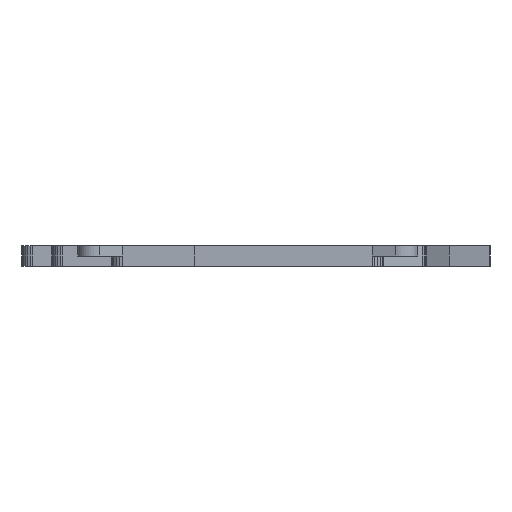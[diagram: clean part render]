
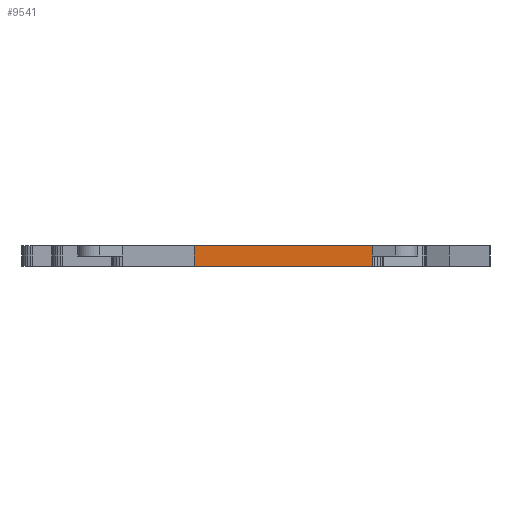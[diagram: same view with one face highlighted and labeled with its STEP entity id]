
A CAD part, left-side view. The second image highlights one B-rep face of the part: STEP entity #9541.
In plain terms, the highlighted planar face has unit normal (-1, 0, 0).
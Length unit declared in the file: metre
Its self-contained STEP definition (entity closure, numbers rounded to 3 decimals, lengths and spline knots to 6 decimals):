
#409=LINE('',#13697,#1612);
#1017=LINE('',#15081,#2220);
#1018=LINE('',#15083,#2221);
#1019=LINE('',#15085,#2222);
#1020=LINE('',#15086,#2223);
#1612=VECTOR('',#10867,1.);
#2220=VECTOR('',#12305,1.);
#2221=VECTOR('',#12308,1.);
#2222=VECTOR('',#12309,1.);
#2223=VECTOR('',#12310,1.);
#4484=ORIENTED_EDGE('',*,*,#6345,.T.);
#4485=ORIENTED_EDGE('',*,*,#6346,.T.);
#4486=ORIENTED_EDGE('',*,*,#6347,.T.);
#4487=ORIENTED_EDGE('',*,*,#6348,.F.);
#4488=ORIENTED_EDGE('',*,*,#5654,.F.);
#5654=EDGE_CURVE('',#7029,#7030,#409,.T.);
#6345=EDGE_CURVE('',#7029,#7390,#1017,.T.);
#6346=EDGE_CURVE('',#7390,#7391,#1018,.T.);
#6347=EDGE_CURVE('',#7391,#6647,#1019,.T.);
#6348=EDGE_CURVE('',#7030,#6647,#1020,.T.);
#6647=VERTEX_POINT('',#12930);
#7029=VERTEX_POINT('',#13696);
#7030=VERTEX_POINT('',#13698);
#7390=VERTEX_POINT('',#15080);
#7391=VERTEX_POINT('',#15084);
#8096=EDGE_LOOP('',(#4484,#4485,#4486,#4487,#4488));
#8647=FACE_BOUND('',#8096,.T.);
#9060=PLANE('',#10214);
#9541=ADVANCED_FACE('',(#8647),#9060,.F.);
#10214=AXIS2_PLACEMENT_3D('',#15082,#12306,#12307);
#10867=DIRECTION('',(0.,-1.,0.));
#12305=DIRECTION('',(0.,0.,-1.));
#12306=DIRECTION('',(1.,0.,0.));
#12307=DIRECTION('',(0.,0.,-1.));
#12308=DIRECTION('',(0.,-1.,0.));
#12309=DIRECTION('',(0.,0.,1.));
#12310=DIRECTION('',(0.,0.,-1.));
#12930=CARTESIAN_POINT('',(-0.056587,-0.022627,0.0054));
#13696=CARTESIAN_POINT('',(-0.056587,0.012889,0.0074));
#13697=CARTESIAN_POINT('',(-0.056587,-0.004869,0.0074));
#13698=CARTESIAN_POINT('',(-0.056587,-0.022627,0.0074));
#15080=CARTESIAN_POINT('',(-0.056587,0.012889,0.0034));
#15081=CARTESIAN_POINT('',(-0.056587,0.012889,0.0074));
#15082=CARTESIAN_POINT('',(-0.056587,-0.004869,0.0074));
#15083=CARTESIAN_POINT('',(-0.056587,-0.004869,0.0034));
#15084=CARTESIAN_POINT('',(-0.056587,-0.022627,0.0034));
#15085=CARTESIAN_POINT('',(-0.056587,-0.022627,0.0034));
#15086=CARTESIAN_POINT('',(-0.056587,-0.022627,0.0074));
